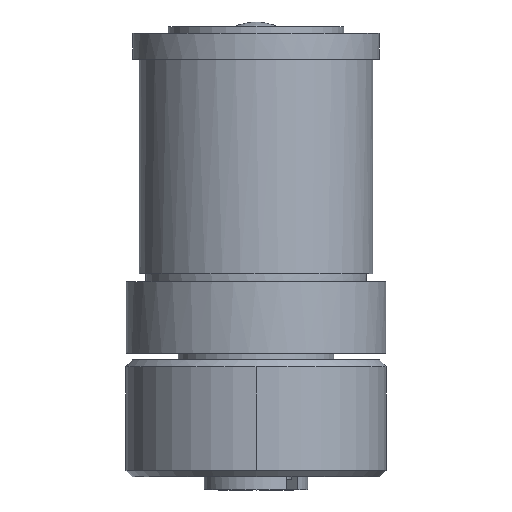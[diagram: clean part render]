
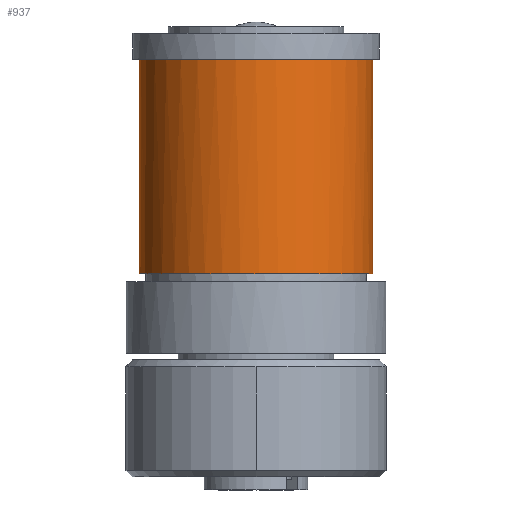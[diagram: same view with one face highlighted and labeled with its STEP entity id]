
A CAD part, front view. The second image highlights one B-rep face of the part: STEP entity #937.
In plain terms, the highlighted cylindrical face has radius 9 mm (diameter 18 mm), a partial arc.
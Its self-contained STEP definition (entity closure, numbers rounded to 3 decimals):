
#924=AXIS2_PLACEMENT_3D('Cylinder Axis2P3D',#921,#922,#923) ;
#928=AXIS2_PLACEMENT_3D('Circle Axis2P3D',#926,#927,$) ;
#673=CARTESIAN_POINT('Vertex',(19.025,10.025,16.622)) ;
#675=CARTESIAN_POINT('Vertex',(1.025,10.025,16.622)) ;
#679=CARTESIAN_POINT('Control Point',(1.025,10.025,16.622)) ;
#680=CARTESIAN_POINT('Control Point',(1.025,9.143,16.622)) ;
#681=CARTESIAN_POINT('Control Point',(1.133,8.261,16.622)) ;
#682=CARTESIAN_POINT('Control Point',(1.349,7.397,16.622)) ;
#683=CARTESIAN_POINT('Control Point',(1.988,5.739,16.622)) ;
#684=CARTESIAN_POINT('Control Point',(3.009,4.285,16.622)) ;
#685=CARTESIAN_POINT('Control Point',(3.606,3.624,16.622)) ;
#686=CARTESIAN_POINT('Control Point',(4.95,2.462,16.622)) ;
#687=CARTESIAN_POINT('Control Point',(6.535,1.659,16.622)) ;
#688=CARTESIAN_POINT('Control Point',(7.373,1.356,16.622)) ;
#689=CARTESIAN_POINT('Control Point',(9.106,0.964,16.622)) ;
#690=CARTESIAN_POINT('Control Point',(10.882,1.,16.622)) ;
#691=CARTESIAN_POINT('Control Point',(11.764,1.128,16.622)) ;
#692=CARTESIAN_POINT('Control Point',(13.478,1.597,16.622)) ;
#693=CARTESIAN_POINT('Control Point',(15.028,2.465,16.622)) ;
#694=CARTESIAN_POINT('Control Point',(15.746,2.993,16.622)) ;
#695=CARTESIAN_POINT('Control Point',(17.037,4.213,16.622)) ;
#696=CARTESIAN_POINT('Control Point',(17.996,5.708,16.622)) ;
#697=CARTESIAN_POINT('Control Point',(18.382,6.512,16.622)) ;
#698=CARTESIAN_POINT('Control Point',(18.781,7.701,16.622)) ;
#699=CARTESIAN_POINT('Control Point',(18.97,8.934,16.622)) ;
#700=CARTESIAN_POINT('Control Point',(19.007,9.298,16.622)) ;
#701=CARTESIAN_POINT('Control Point',(19.025,9.661,16.622)) ;
#702=CARTESIAN_POINT('Control Point',(19.025,10.025,16.622)) ;
#808=CARTESIAN_POINT('Line Origine',(19.025,10.025,24.872)) ;
#812=CARTESIAN_POINT('Vertex',(19.025,10.025,33.122)) ;
#815=CARTESIAN_POINT('Line Origine',(1.025,10.025,24.872)) ;
#819=CARTESIAN_POINT('Vertex',(1.025,10.025,33.122)) ;
#921=CARTESIAN_POINT('Axis2P3D Location',(10.025,10.025,24.872)) ;
#926=CARTESIAN_POINT('Axis2P3D Location',(10.025,10.025,33.122)) ;
#809=DIRECTION('Vector Direction',(0.,0.,1.)) ;
#816=DIRECTION('Vector Direction',(0.,0.,1.)) ;
#922=DIRECTION('Axis2P3D Direction',(0.,0.,1.)) ;
#923=DIRECTION('Axis2P3D XDirection',(-1.,0.,0.)) ;
#927=DIRECTION('Axis2P3D Direction',(0.,0.,1.)) ;
#810=VECTOR('Line Direction',#809,1.) ;
#817=VECTOR('Line Direction',#816,1.) ;
#932=ORIENTED_EDGE('',*,*,#814,.T.) ;
#933=ORIENTED_EDGE('',*,*,#930,.F.) ;
#934=ORIENTED_EDGE('',*,*,#821,.T.) ;
#935=ORIENTED_EDGE('',*,*,#703,.T.) ;
#937=ADVANCED_FACE('Hauptkoerper',(#936),#925,.T.) ;
#678=B_SPLINE_CURVE_WITH_KNOTS('',5,(#679,#680,#681,#682,#683,#684,#685,#686,#687,#688,#689,#690,#691,#692,#693,#694,#695,#696,#697,#698,#699,#700,#701,#702),.UNSPECIFIED.,.F.,.U.,(6,3,3,3,3,3,3,6),(0.,6.235,12.471,18.706,24.941,31.177,37.412,39.983),.UNSPECIFIED.) ;
#929=CIRCLE('generated circle',#928,9.) ;
#925=CYLINDRICAL_SURFACE('generated cylinder',#924,9.) ;
#703=EDGE_CURVE('',#676,#674,#678,.T.) ;
#814=EDGE_CURVE('',#674,#813,#811,.T.) ;
#821=EDGE_CURVE('',#820,#676,#818,.F.) ;
#930=EDGE_CURVE('',#820,#813,#929,.T.) ;
#931=EDGE_LOOP('',(#932,#933,#934,#935)) ;
#936=FACE_OUTER_BOUND('',#931,.T.) ;
#811=LINE('Line',#808,#810) ;
#818=LINE('Line',#815,#817) ;
#674=VERTEX_POINT('',#673) ;
#676=VERTEX_POINT('',#675) ;
#813=VERTEX_POINT('',#812) ;
#820=VERTEX_POINT('',#819) ;
